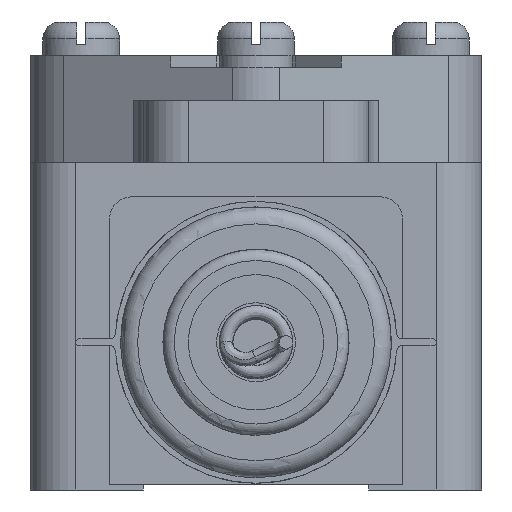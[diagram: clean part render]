
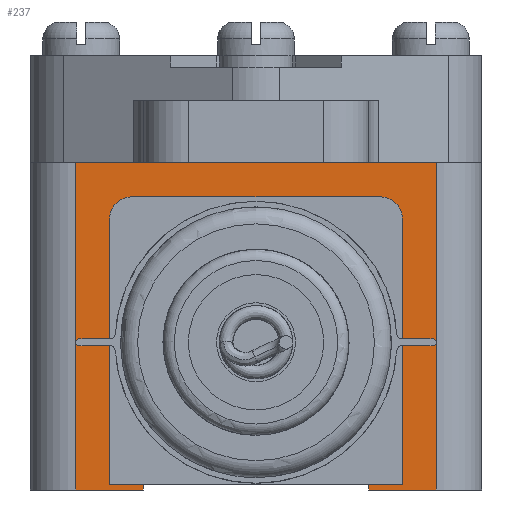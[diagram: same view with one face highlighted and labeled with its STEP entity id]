
A CAD part, front view. The second image highlights one B-rep face of the part: STEP entity #237.
In plain terms, the highlighted face is planar.
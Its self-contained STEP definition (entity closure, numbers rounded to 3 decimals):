
#237=ADVANCED_FACE('',(#2139),#2141,.T.);
#2139=FACE_BOUND('',#2140,.T.);
#2140=EDGE_LOOP('',(#20371,#20372,#20373,#20374,#20375,#20376,#20377,#20378,#20379,
#20380,#20381,#20382,#20383,#20384));
#2141=PLANE('',#2142);
#2142=AXIS2_PLACEMENT_3D('',#2143,#2144,#2145);
#2143=CARTESIAN_POINT('',(16.,0.,-34.));
#2144=DIRECTION('',(0.,0.,-1.));
#2145=DIRECTION('',(-1.,0.,0.));
#20371=ORIENTED_EDGE('',*,*,#22188,.F.);
#20372=ORIENTED_EDGE('',*,*,#22302,.T.);
#20373=ORIENTED_EDGE('',*,*,#22148,.F.);
#20374=ORIENTED_EDGE('',*,*,#22303,.F.);
#20375=ORIENTED_EDGE('',*,*,#22142,.T.);
#20376=ORIENTED_EDGE('',*,*,#22304,.T.);
#20377=ORIENTED_EDGE('',*,*,#22305,.F.);
#20378=ORIENTED_EDGE('',*,*,#22306,.F.);
#20379=ORIENTED_EDGE('',*,*,#22307,.F.);
#20380=ORIENTED_EDGE('',*,*,#22308,.F.);
#20381=ORIENTED_EDGE('',*,*,#22138,.T.);
#20382=ORIENTED_EDGE('',*,*,#22301,.T.);
#20383=ORIENTED_EDGE('',*,*,#22153,.F.);
#20384=ORIENTED_EDGE('',*,*,#22309,.T.);
#22138=EDGE_CURVE('',#23164,#23162,#23165,.T.);
#22142=EDGE_CURVE('',#23172,#23170,#23173,.T.);
#22148=EDGE_CURVE('',#23180,#23182,#23183,.T.);
#22153=EDGE_CURVE('',#23190,#23192,#23193,.T.);
#22188=EDGE_CURVE('',#23260,#23262,#23263,.T.);
#22301=EDGE_CURVE('',#23162,#23192,#23450,.T.);
#22302=EDGE_CURVE('',#23260,#23182,#23451,.T.);
#22303=EDGE_CURVE('',#23172,#23180,#23452,.T.);
#22304=EDGE_CURVE('',#23170,#23453,#23454,.T.);
#22305=EDGE_CURVE('',#23455,#23453,#23456,.T.);
#22306=EDGE_CURVE('',#23457,#23455,#23458,.T.);
#22307=EDGE_CURVE('',#23459,#23457,#23460,.T.);
#22308=EDGE_CURVE('',#23164,#23459,#23461,.T.);
#22309=EDGE_CURVE('',#23190,#23262,#23462,.T.);
#23162=VERTEX_POINT('',#24889);
#23164=VERTEX_POINT('',#24893);
#23165=LINE('',#24894,#24895);
#23170=VERTEX_POINT('',#24905);
#23172=VERTEX_POINT('',#24909);
#23173=LINE('',#24910,#24911);
#23180=VERTEX_POINT('',#24929);
#23182=VERTEX_POINT('',#24933);
#23183=LINE('',#24934,#24935);
#23190=VERTEX_POINT('',#24951);
#23192=VERTEX_POINT('',#24956);
#23193=LINE('',#24957,#24958);
#23260=VERTEX_POINT('',#25207);
#23262=VERTEX_POINT('',#25212);
#23263=LINE('',#25213,#25214);
#23450=LINE('',#25663,#25664);
#23451=LINE('',#25666,#25667);
#23452=LINE('',#25669,#25670);
#23453=VERTEX_POINT('',#25672);
#23454=LINE('',#25673,#25674);
#23455=VERTEX_POINT('',#25676);
#23456=CIRCLE('',#25677,2.);
#23457=VERTEX_POINT('',#25681);
#23458=LINE('',#25682,#25683);
#23459=VERTEX_POINT('',#25685);
#23460=CIRCLE('',#25686,2.);
#23461=LINE('',#25690,#25691);
#23462=LINE('',#25693,#25694);
#24889=CARTESIAN_POINT('',(-10.,0.,-34.));
#24893=CARTESIAN_POINT('',(-13.,0.,-34.));
#24894=CARTESIAN_POINT('',(-13.,0.,-34.));
#24895=VECTOR('',#24896,1.);
#24896=DIRECTION('',(1.,0.,0.));
#24905=CARTESIAN_POINT('',(13.,0.,-34.));
#24909=CARTESIAN_POINT('',(10.,0.,-34.));
#24910=CARTESIAN_POINT('',(10.,0.,-34.));
#24911=VECTOR('',#24912,1.);
#24912=DIRECTION('',(1.,0.,0.));
#24929=CARTESIAN_POINT('',(10.,-0.5,-34.));
#24933=CARTESIAN_POINT('',(16.,-0.5,-34.));
#24934=CARTESIAN_POINT('',(10.,-0.5,-34.));
#24935=VECTOR('',#24936,1.);
#24936=DIRECTION('',(1.,0.,0.));
#24951=CARTESIAN_POINT('',(-16.,-0.5,-34.));
#24956=CARTESIAN_POINT('',(-10.,-0.5,-34.));
#24957=CARTESIAN_POINT('',(-16.,-0.5,-34.));
#24958=VECTOR('',#24959,1.);
#24959=DIRECTION('',(1.,0.,0.));
#25207=CARTESIAN_POINT('',(16.,28.5,-34.));
#25212=CARTESIAN_POINT('',(-16.,28.5,-34.));
#25213=CARTESIAN_POINT('',(16.,28.5,-34.));
#25214=VECTOR('',#25215,1.);
#25215=DIRECTION('',(-1.,0.,0.));
#25663=CARTESIAN_POINT('',(-10.,0.,-34.));
#25664=VECTOR('',#25665,1.);
#25665=DIRECTION('',(0.,-1.,0.));
#25666=CARTESIAN_POINT('',(16.,28.5,-34.));
#25667=VECTOR('',#25668,1.);
#25668=DIRECTION('',(0.,-1.,0.));
#25669=CARTESIAN_POINT('',(10.,0.,-34.));
#25670=VECTOR('',#25671,1.);
#25671=DIRECTION('',(0.,-1.,0.));
#25672=CARTESIAN_POINT('',(13.,23.5,-34.));
#25673=CARTESIAN_POINT('',(13.,0.,-34.));
#25674=VECTOR('',#25675,1.);
#25675=DIRECTION('',(0.,1.,0.));
#25676=CARTESIAN_POINT('',(11.,25.5,-34.));
#25677=AXIS2_PLACEMENT_3D('',#25678,#25679,#25680);
#25678=CARTESIAN_POINT('',(11.,23.5,-34.));
#25679=DIRECTION('',(0.,0.,-1.));
#25680=DIRECTION('',(0.,1.,0.));
#25681=CARTESIAN_POINT('',(-11.,25.5,-34.));
#25682=CARTESIAN_POINT('',(-11.,25.5,-34.));
#25683=VECTOR('',#25684,1.);
#25684=DIRECTION('',(1.,0.,0.));
#25685=CARTESIAN_POINT('',(-13.,23.5,-34.));
#25686=AXIS2_PLACEMENT_3D('',#25687,#25688,#25689);
#25687=CARTESIAN_POINT('',(-11.,23.5,-34.));
#25688=DIRECTION('',(0.,0.,-1.));
#25689=DIRECTION('',(-1.,0.,0.));
#25690=CARTESIAN_POINT('',(-13.,0.,-34.));
#25691=VECTOR('',#25692,1.);
#25692=DIRECTION('',(0.,1.,0.));
#25693=CARTESIAN_POINT('',(-16.,-0.5,-34.));
#25694=VECTOR('',#25695,1.);
#25695=DIRECTION('',(0.,1.,0.));
